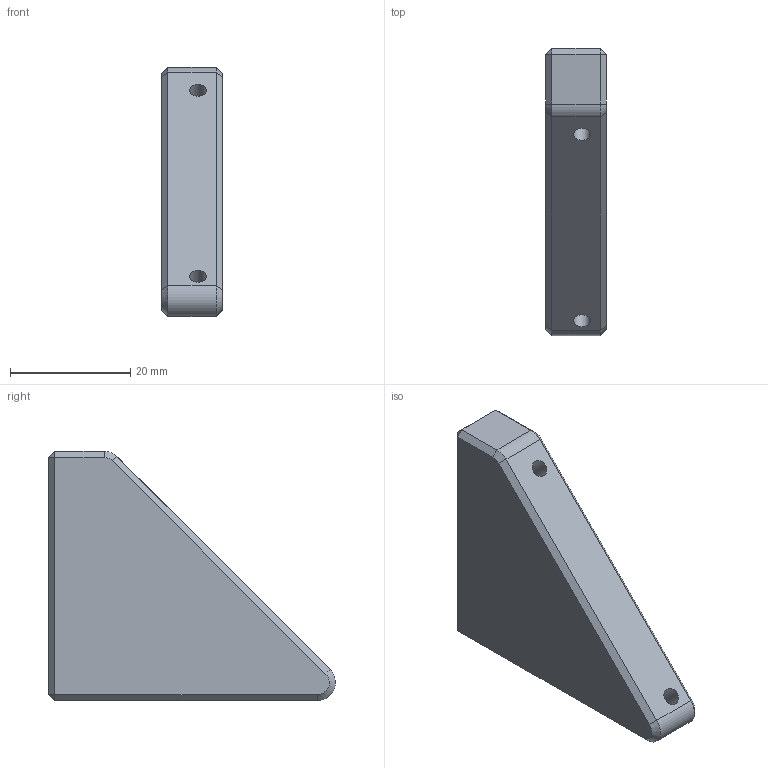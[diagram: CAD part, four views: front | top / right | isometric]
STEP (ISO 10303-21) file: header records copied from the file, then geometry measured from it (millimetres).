
FILE_DESCRIPTION(('FreeCAD Model'),'2;1');
FILE_NAME('Open CASCADE Shape Model','2023-04-10T10:58:05',('Author'),( ''),'Open CASCADE STEP processor 7.5','FreeCAD','Unknown');
FILE_SCHEMA(('AUTOMOTIVE_DESIGN { 1 0 10303 214 1 1 1 1 }'));
Length unit declared in the file: millimetre
Products named in the file (1): drilled.stand
Bounding box: 10 x 47.75 x 41.5 mm (x, y, z)
Volume: 12444.4 mm3; surface area: 4270.7 mm2
Topology: 1 solids, 1 shells, 34 faces, 70 edges, 40 vertices
Faces by surface type: plane 24, cylinder 6, cone 4
Full cylindrical faces by diameter (mm): 2.8 x4
Entity records: 2020 total; most frequent: CARTESIAN_POINT 550, DIRECTION 273, LINE 152, VECTOR 152, ORIENTED_EDGE 140, PCURVE 140, DEFINITIONAL_REPRESENTATION 140, EDGE_CURVE 70
